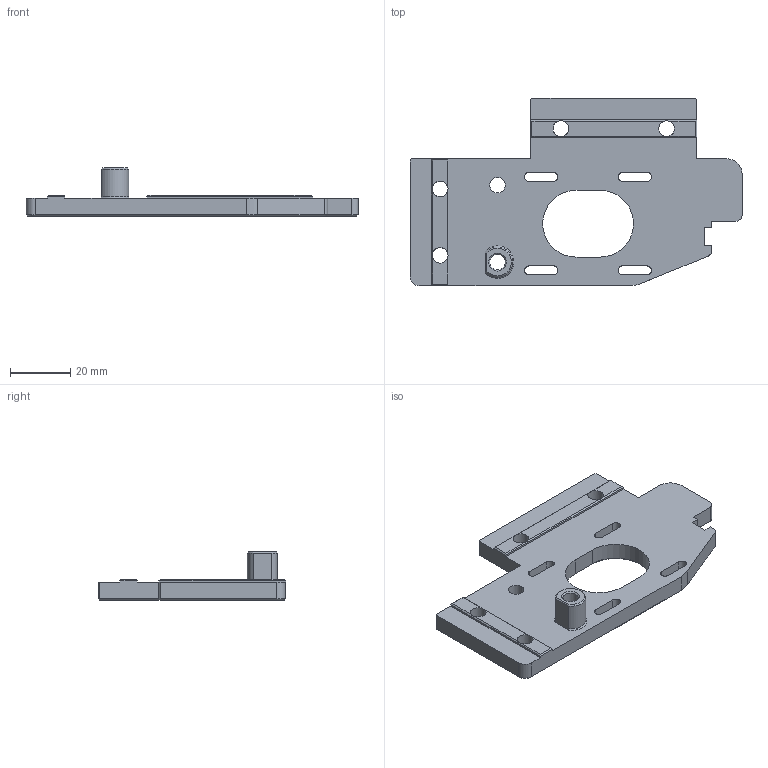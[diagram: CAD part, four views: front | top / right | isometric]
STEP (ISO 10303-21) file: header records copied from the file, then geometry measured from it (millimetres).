
FILE_DESCRIPTION(/* description */ (''),/* implementation_level */ '2;1');
FILE_NAME(/* name */ 'RL_BOT.step',/* time_stamp */ '2024-06-08T19:36:35+09:00',/* author */ (''),/* organization */ (''),/* preprocessor_version */ 'ST-DEVELOPER v20',/* originating_system */ 'Autodesk Translation Framework v13.14.0.145',/* authorisation */ '');
FILE_SCHEMA (('AUTOMOTIVE_DESIGN { 1 0 10303 214 3 1 1 }'));
Length unit declared in the file: millimetre
Products named in the file (1): RL_BOT
Bounding box: 110 x 62 x 16 mm (x, y, z)
Volume: 28212.7 mm3; surface area: 13347.8 mm2
Topology: 1 solids, 1 shells, 127 faces, 326 edges, 198 vertices
Faces by surface type: plane 81, cone 24, cylinder 22
Full cylindrical faces by diameter (mm): 5.1 x2, 5.2 x4
Entity records: 3860 total; most frequent: DIRECTION 662, CARTESIAN_POINT 660, ORIENTED_EDGE 652, EDGE_CURVE 326, LINE 238, VECTOR 238, AXIS2_PLACEMENT_3D 212, VERTEX_POINT 198
